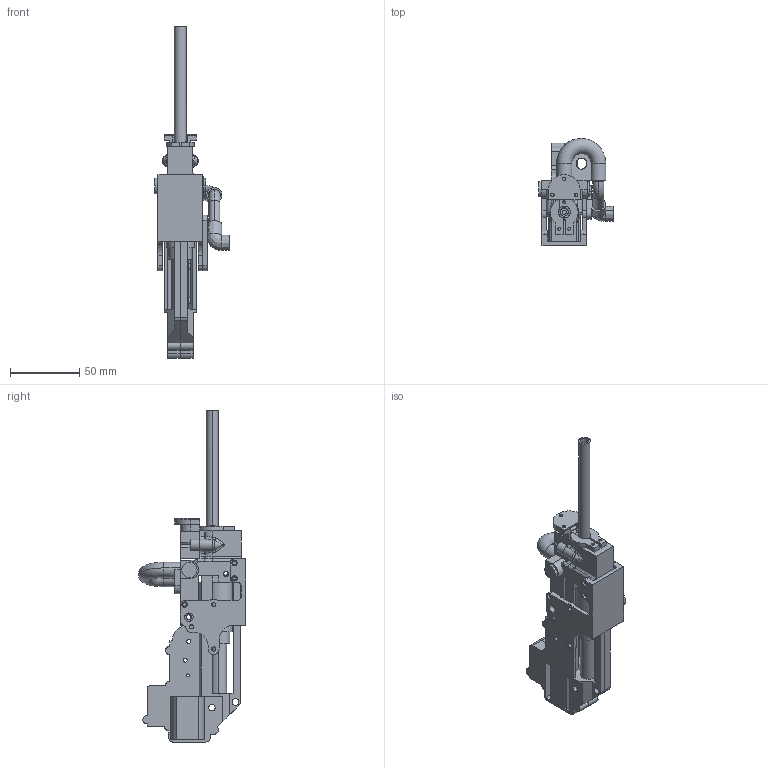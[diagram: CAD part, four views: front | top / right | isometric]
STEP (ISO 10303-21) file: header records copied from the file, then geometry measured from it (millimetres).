
FILE_DESCRIPTION((''),'2;1');
FILE_NAME('GUN_ASSY_ASM','2019-06-20T',('GhengisDhon_2'),(''),'PRO/ENGINEER BY PARAMETRIC TECHNOLOGY CORPORATION, 2009440','PRO/ENGINEER BY PARAMETRIC TECHNOLOGY CORPORATION, 2009440','');
FILE_SCHEMA(('CONFIG_CONTROL_DESIGN'));
Length unit declared in the file: millimetre
Products named in the file (21): GUN_BREACH; GEARBOX_RIGHT_V2P0; PISTON_HOUSING; GEARBOX_LEFT_V2P0; PISTON; GEARBOX_ASSY_ASM; GUN_BUCKING; GUN_ORING; GUN_BARREL; GUN_BARREL_LOCK; GUN_CAMERA; GUN_CAMERA_FRAME; GUN_ADAPTER_FRAME; GUN_PIVOT_TUBE; GUN_U_FEEDER_TUBE; GUN_MOTOR; GUN_SPRING; GUN_SPRING_FEEDER; GUN_LED; GUN_CAMERA_SHIELD; GUN_ASSY_ASM
Assembly tree (22 placements, depth 3):
  GUN_ASSY_ASM
    GUN_BREACH
    GEARBOX_ASSY_ASM
      GEARBOX_RIGHT_V2P0
      PISTON_HOUSING
      GEARBOX_LEFT_V2P0
      PISTON
    GUN_BUCKING
    GUN_ORING
    GUN_BARREL
    GUN_BARREL_LOCK  x2
    GUN_CAMERA
    GUN_CAMERA_FRAME
    GUN_ADAPTER_FRAME
    GUN_PIVOT_TUBE
    GUN_U_FEEDER_TUBE
    GUN_MOTOR
    GUN_SPRING
    GUN_SPRING_FEEDER
    GUN_LED  x2
    GUN_CAMERA_SHIELD
Bounding box: 54 x 77.25 x 239.23 mm (x, y, z)
Volume: 137240.2 mm3; surface area: 91019.5 mm2
Topology: 21 solids, 21 shells, 806 faces, 2137 edges, 1388 vertices
Faces by surface type: plane 378, cylinder 362, bspline 30, sphere 14, torus 14, cone 8
Entity records: 27645 total; most frequent: CARTESIAN_POINT 7043, DIRECTION 4350, ORIENTED_EDGE 4160, EDGE_CURVE 2080, AXIS2_PLACEMENT_3D 1587, VERTEX_POINT 1353, VECTOR 1176, LINE 1176
